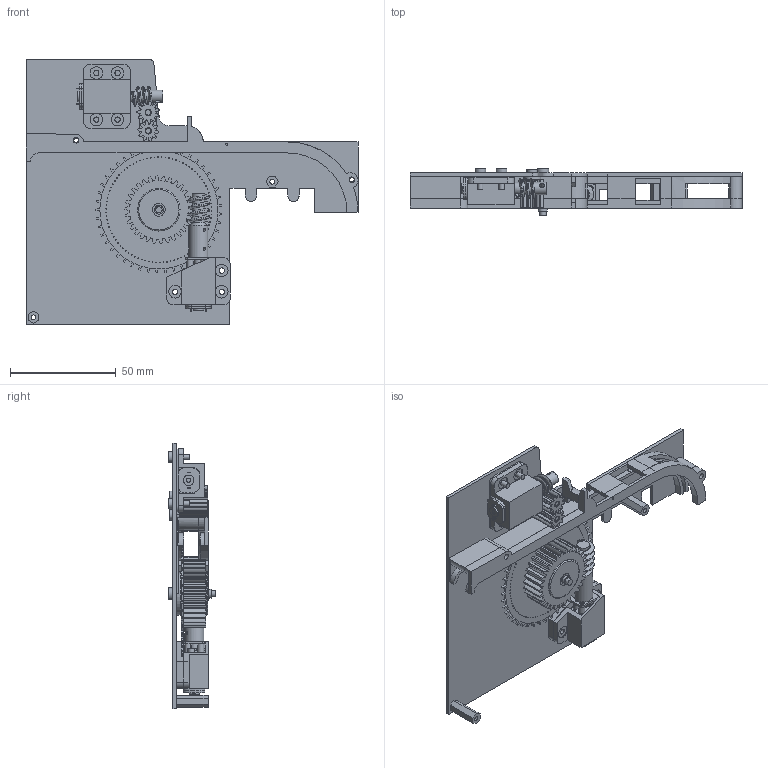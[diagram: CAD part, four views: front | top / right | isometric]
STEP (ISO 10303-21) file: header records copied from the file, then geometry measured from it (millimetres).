
FILE_DESCRIPTION(/* description */ ('STEP AP214'),/* implementation_level */ '2;1');
FILE_NAME(/* name */ '6007234e1626c819067831ae',/* time_stamp */ '2021-01-19T18:22:09+00:00',/* author */ (''),/* organization */ (''),/* preprocessor_version */ 'ST-DEVELOPER v18.1',/* originating_system */ ' ',/* authorisation */ ' ');
FILE_SCHEMA (('AUTOMOTIVE_DESIGN {1 0 10303 214 3 1 1}'));
Length unit declared in the file: metre
Products named in the file (37): 12 mm; Pin2.5; Motor STEP; 15mm Spacer Hex; tape_bot; TG_11-8mm; Gear30; thick_sproc_bot; tape_top; WormGear30; Sprocket_45; Pin1; Pin2.5_16; TG_10-8mm; TapeGearSpacer; TapeWorm; thick_sproc_top_C; 15mm Spacer Round; Brazo STEP; F-Wall_12mm; B-Wall_12mm; B-PCB
Assembly tree (58 placements, depth 2):
  12 mm
    Pin2.5  x4
    Motor STEP  x2
    15mm Spacer Hex  x2
    tape_bot
    TG_11-8mm
    Motor STEP  x2
    Gear30
    thick_sproc_bot
    Motor STEP  x2
    Motor STEP  x2
    tape_top
    Motor STEP  x2
    Motor STEP  x2
    WormGear30
    Sprocket_45
    Pin1
    Pin2.5_16  x2
    TG_10-8mm
    TapeGearSpacer
    Motor STEP  x2
    Motor STEP  x2
    Motor STEP  x2
    Motor STEP  x2
    Motor STEP  x2
    TapeWorm
    thick_sproc_top_C
    Motor STEP  x2
    Motor STEP  x2
    15mm Spacer Round
    Motor STEP  x2
    Brazo STEP  x2
    F-Wall_12mm
    Motor STEP  x2
    Brazo STEP  x2
    B-Wall_12mm
    B-PCB
Bounding box: 156.63 x 22 x 125.2 mm (x, y, z)
Volume: 56128 mm3; surface area: 66274.3 mm2
Topology: 58 solids, 58 shells, 1422 faces, 3779 edges, 2514 vertices
Faces by surface type: plane 918, cylinder 398, bspline 103, torus 3
Full cylindrical faces by diameter (mm): 0.3 x90, 0.4 x8, 1 x10, 1.5 x3, 2 x12, 2.2 x11, 2.5 x24, 2.6 x4, 2.9 x1, 3 x18, 3.071 x2, 3.708 x2, 3.9 x2, 4 x4, 4.2 x1, 4.708 x2, 5 x10, 5.5 x1, 5.8 x4, 5.9 x7, 6 x2, 6.2 x2, 9 x1, 20 x2
Entity records: 42861 total; most frequent: CARTESIAN_POINT 10641, ORIENTED_EDGE 6426, DIRECTION 6095, EDGE_CURVE 3213, LINE 2275, VECTOR 2275, VERTEX_POINT 2255, AXIS2_PLACEMENT_3D 1910
